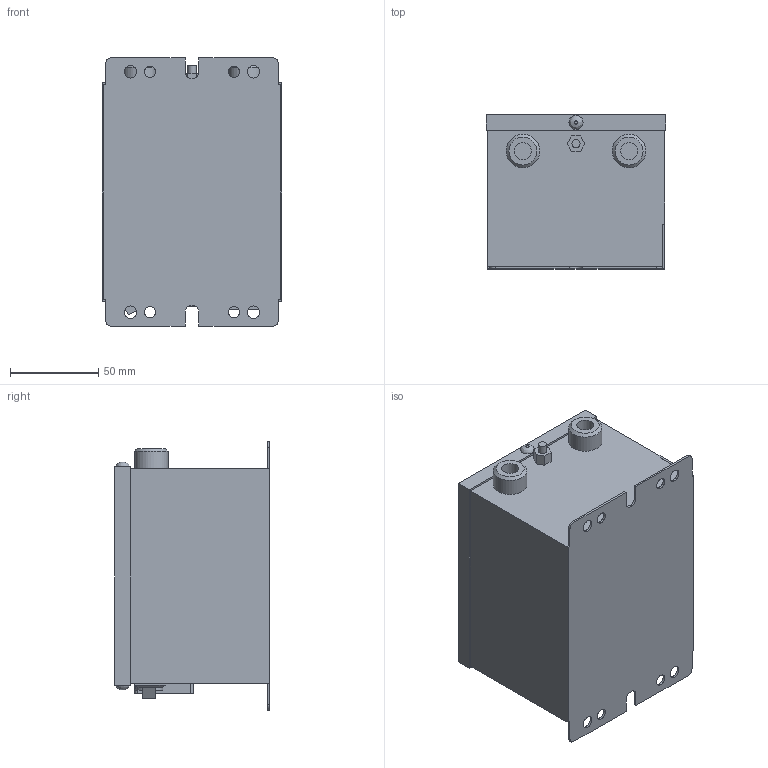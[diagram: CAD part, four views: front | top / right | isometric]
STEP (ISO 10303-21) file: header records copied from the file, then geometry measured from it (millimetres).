
FILE_DESCRIPTION(/* description */ (''),/* implementation_level */ '2;1');
FILE_NAME(/* name */ '7960.stp',/* time_stamp */ '2016-12-15T15:51:08-05:00',/* author */ ('Ryan Longshore'),/* organization */ (''),/* preprocessor_version */ 'ST-DEVELOPER v16.5',/* originating_system */ 'Autodesk Inventor 2017',/* authorisation */ '');
FILE_SCHEMA (('AUTOMOTIVE_DESIGN { 1 0 10303 214 3 1 1 }'));
Length unit declared in the file: inch
Products named in the file (1): 7960
Bounding box: 102.11 x 87.63 x 152.4 mm (x, y, z)
Volume: 1087917.3 mm3; surface area: 75360.2 mm2
Topology: 1 solids, 1 shells, 131 faces, 317 edges, 206 vertices
Faces by surface type: plane 102, cylinder 25, bspline 2, cone 2
Full cylindrical faces by diameter (mm): 4.614 x1, 6.35 x4, 7.112 x4, 9.652 x2, 15.24 x1, 19.05 x2
Entity records: 3807 total; most frequent: CARTESIAN_POINT 695, DIRECTION 617, ORIENTED_EDGE 602, EDGE_CURVE 301, LINE 241, VECTOR 241, VERTEX_POINT 206, AXIS2_PLACEMENT_3D 188
